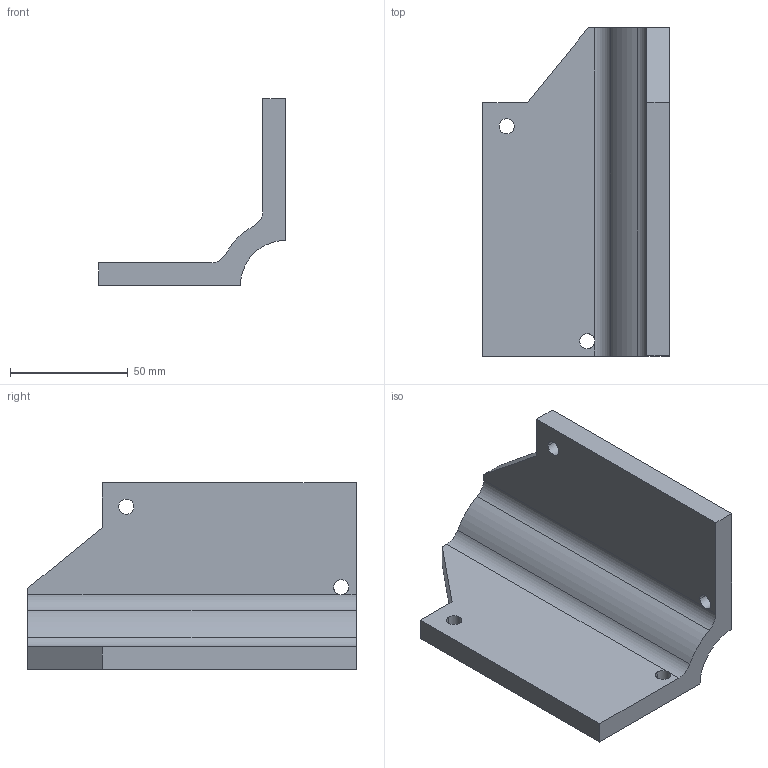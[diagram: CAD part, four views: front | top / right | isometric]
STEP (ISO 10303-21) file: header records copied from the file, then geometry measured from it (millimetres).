
FILE_DESCRIPTION(('CATIA V5 STEP Exchange','CAx-IF Rec.Pracs.--- Model Styling and Organization---1.4--- 2014-01-23','CAx-IF Rec.Pracs.---3D Tessellated Data Validation Properties---0.5---2014-09-14'),'2;1');
FILE_NAME('fin mold38clippeddelta.stp','2025-05-24T03:16:19+00:00',('none'),('none'),'CATIA Version 5-6 Release 2019 SP6','CATIA V5 STEP AP242 v1','none');
FILE_SCHEMA(('AP242_MANAGED_MODEL_BASED_3D_ENGINEERING_MIM_LF {1 0 10303 442 1 1 4}'));
Length unit declared in the file: millimetre
Products named in the file (1): finmoldld
Bounding box: 79.38 x 139.7 x 79.38 mm (x, y, z)
Volume: 157637.4 mm3; surface area: 40158.1 mm2
Topology: 1 solids, 1 shells, 52 faces, 152 edges, 104 vertices
Faces by surface type: plane 26, cylinder 22, bspline 4
Entity records: 2018 total; most frequent: CARTESIAN_POINT 690, ORIENTED_EDGE 304, DIRECTION 204, EDGE_CURVE 152, VERTEX_POINT 104, AXIS2_PLACEMENT_3D 91, VECTOR 78, LINE 78
